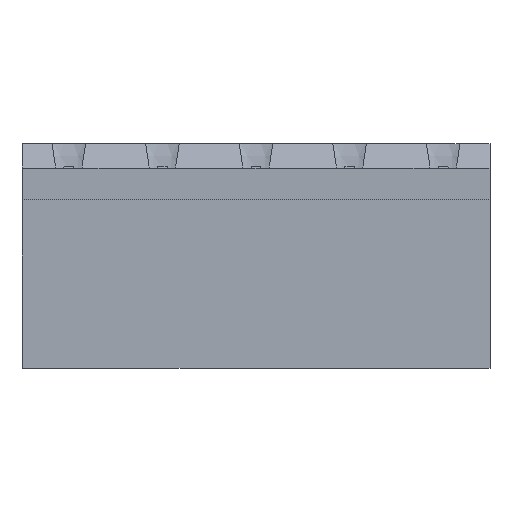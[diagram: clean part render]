
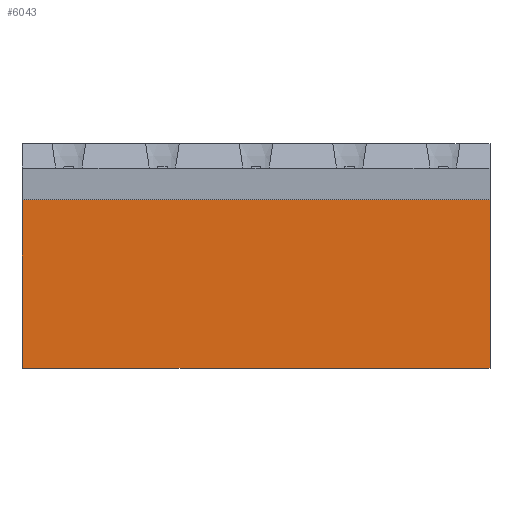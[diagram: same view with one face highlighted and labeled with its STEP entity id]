
A CAD part, front view. The second image highlights one B-rep face of the part: STEP entity #6043.
In plain terms, the highlighted planar face has unit normal (0, -1, 0).
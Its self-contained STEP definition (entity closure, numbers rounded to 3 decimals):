
#794=ORIENTED_EDGE('',*,*,#2438,.T.);
#795=ORIENTED_EDGE('',*,*,#2092,.T.);
#796=ORIENTED_EDGE('',*,*,#2221,.T.);
#797=ORIENTED_EDGE('',*,*,#2477,.T.);
#2092=EDGE_CURVE('',#2981,#2980,#3551,.T.);
#2221=EDGE_CURVE('',#2980,#3103,#3650,.T.);
#2438=EDGE_CURVE('',#3267,#2981,#3859,.T.);
#2477=EDGE_CURVE('',#3103,#3267,#3893,.T.);
#2980=VERTEX_POINT('',#8526);
#2981=VERTEX_POINT('',#8528);
#3103=VERTEX_POINT('',#8787);
#3267=VERTEX_POINT('',#9239);
#3551=LINE('',#8527,#4257);
#3650=LINE('',#8788,#4356);
#3859=LINE('',#9238,#4565);
#3893=LINE('',#9300,#4599);
#4257=VECTOR('',#6848,1000.);
#4356=VECTOR('',#7025,1000.);
#4565=VECTOR('',#7326,1000.);
#4599=VECTOR('',#7378,1000.);
#5024=EDGE_LOOP('',(#794,#795,#796,#797));
#5405=FACE_BOUND('',#5024,.T.);
#5781=PLANE('',#6451);
#6043=ADVANCED_FACE('',(#5405),#5781,.T.);
#6451=AXIS2_PLACEMENT_3D('',#9301,#7379,#7380);
#6848=DIRECTION('',(1.,0.,0.));
#7025=DIRECTION('',(0.,0.,1.));
#7326=DIRECTION('',(0.,0.,-1.));
#7378=DIRECTION('',(-1.,0.,0.));
#7379=DIRECTION('',(0.,-1.,0.));
#7380=DIRECTION('',(0.,0.,-1.));
#8526=CARTESIAN_POINT('',(12.5,0.7,-6.));
#8527=CARTESIAN_POINT('',(-12.5,0.7,-6.));
#8528=CARTESIAN_POINT('',(-12.5,0.7,-6.));
#8787=CARTESIAN_POINT('',(12.5,0.7,3.));
#8788=CARTESIAN_POINT('',(12.5,0.7,-6.));
#9238=CARTESIAN_POINT('',(-12.5,0.7,3.));
#9239=CARTESIAN_POINT('',(-12.5,0.7,3.));
#9300=CARTESIAN_POINT('',(12.5,0.7,3.));
#9301=CARTESIAN_POINT('',(0.,0.7,0.));
